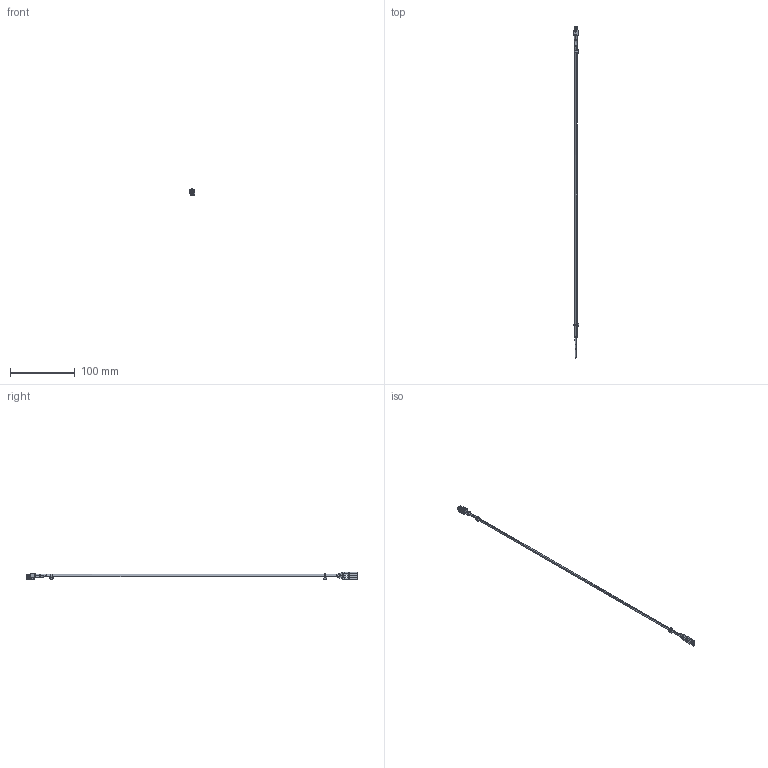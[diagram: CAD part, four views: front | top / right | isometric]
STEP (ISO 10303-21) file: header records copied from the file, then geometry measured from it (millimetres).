
FILE_DESCRIPTION(/* description */ (''),/* implementation_level */ '2;1');
FILE_NAME(/* name */ 'ECM302504RW.stp',/* time_stamp */ '2025-10-21T14:07:56-05:00',/* author */ ('mroman'),/* organization */ (''),/* preprocessor_version */ 'ST-DEVELOPER v18.1',/* originating_system */ 'Autodesk Inventor 2022',/* authorisation */ '');
FILE_SCHEMA (('AUTOMOTIVE_DESIGN { 1 0 10303 214 3 1 1 }'));
Length unit declared in the file: inch
Products named in the file (1): ECM302504RW
Bounding box: 8.91 x 514.1 x 12.01 mm (x, y, z)
Volume: 4465 mm3; surface area: 11890.6 mm2
Topology: 2 solids, 2 shells, 1370 faces, 3661 edges, 2282 vertices
Faces by surface type: plane 684, cylinder 470, bspline 92, torus 92, sphere 16, cone 16
Full cylindrical faces by diameter (mm): 0.4 x32, 0.762 x4, 1.575 x24
Entity records: 46641 total; most frequent: CARTESIAN_POINT 12070, ORIENTED_EDGE 7322, DIRECTION 7177, EDGE_CURVE 3661, AXIS2_PLACEMENT_3D 2397, LINE 2383, VECTOR 2383, VERTEX_POINT 2282
